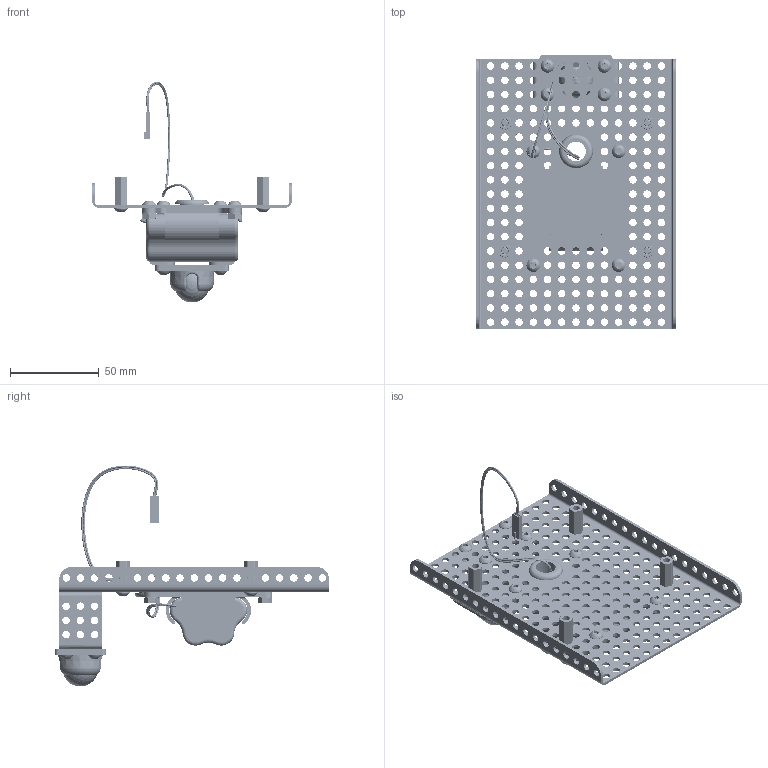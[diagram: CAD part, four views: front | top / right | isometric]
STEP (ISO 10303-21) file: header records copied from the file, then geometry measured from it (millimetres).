
FILE_DESCRIPTION( ( '' ), ' ' );
FILE_NAME( '5e2f055702a2e011b7d06b86.step', '2020-01-27T15:44:23', ( '' ), ( '' ), ' ', ' ', ' ' );
FILE_SCHEMA( ( 'AUTOMOTIVE_DESIGN { 1 0 10303 214 1 1 1 1 }' ) );
Length unit declared in the file: metre
Products named in the file (17): 45-2100 Caster <1>; Caster Housing; Caster Ball; BB Step 2 <1>; 2802-0004-0008; 2801-0004-0032; 45-0300 Battery Holder; BB Step 8 <1>; Battery Red Wire; 45-1300 Battery Pack; Battery Black Wire; Molex Battery; Assem1; Grommet; 05-0303 3x3 Flanged Plate; 09-0003 16mm Standoff; 06-1319 19x13 Flanged Plate
Assembly tree (46 placements, depth 4):
  Assem1
    Grommet
    2802-0004-0008  x8
    05-0303 3x3 Flanged Plate  x2
    2801-0004-0032  x4
    09-0003 16mm Standoff  x4
    06-1319 19x13 Flanged Plate
    BB Step 2 <1>
      2802-0004-0008  x8
      2801-0004-0032  x8
      45-0300 Battery Holder
      45-2100 Caster <1>
        Caster Housing
        Caster Ball
    BB Step 8 <1>
      Battery Red Wire
      45-1300 Battery Pack
      Battery Black Wire
      Molex Battery
Bounding box: 112 x 154.4 x 124.18 mm (x, y, z)
Volume: 101722.4 mm3; surface area: 79799.7 mm2
Topology: 43 solids, 43 shells, 1358 faces, 4473 edges, 3253 vertices
Faces by surface type: cylinder 474, plane 472, cone 295, bspline 64, torus 28, sphere 21, extrusion 4
Full cylindrical faces by diameter (mm): 4 x4, 4.2 x310, 4.3 x4, 7.6 x16, 11 x1, 14 x1, 15 x1, 21.154 x1
Entity records: 30513 total; most frequent: CARTESIAN_POINT 9427, DIRECTION 3020, ORIENTED_EDGE 2886, EDGE_LOOP 1541, EDGE_CURVE 1443, AXIS2_PLACEMENT_3D 1379, VERTEX_POINT 1186, FACE_OUTER_BOUND 915
